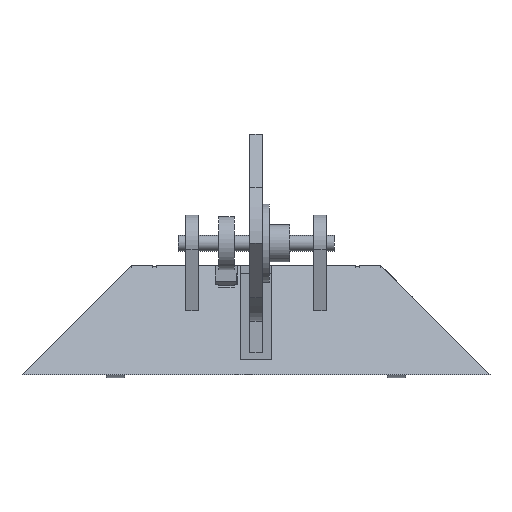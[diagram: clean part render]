
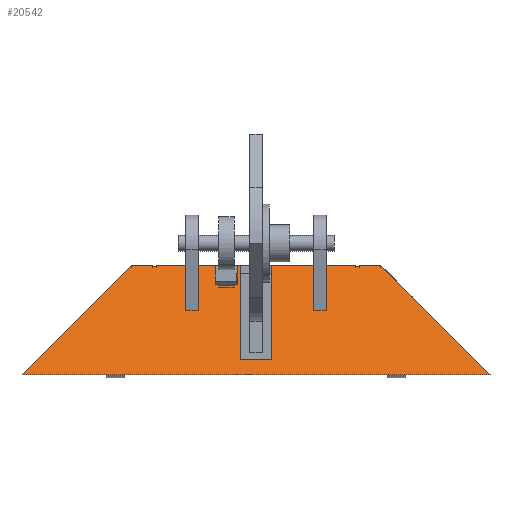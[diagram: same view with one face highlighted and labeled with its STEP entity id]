
A CAD part, front view. The second image highlights one B-rep face of the part: STEP entity #20542.
In plain terms, the highlighted planar face has unit normal (0, -0.707, 0.707).
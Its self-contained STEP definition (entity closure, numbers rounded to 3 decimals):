
#53=ELLIPSE('',#21563,5.402,3.82);
#54=ELLIPSE('',#21564,5.402,3.82);
#1988=FACE_OUTER_BOUND('',#3131,.T.);
#3131=EDGE_LOOP('',(#15501,#15502,#15503,#15504,#15505,#15506,#15507,#15508,
#15509,#15510,#15511,#15512,#15513,#15514,#15515,#15516,#15517,#15518,#15519,
#15520,#15521,#15522,#15523,#15524,#15525,#15526,#15527,#15528));
#4766=LINE('',#31583,#6907);
#4777=LINE('',#31608,#6918);
#4780=LINE('',#31614,#6921);
#4783=LINE('',#31621,#6924);
#4787=LINE('',#31629,#6928);
#4792=LINE('',#31638,#6933);
#4793=LINE('',#31641,#6934);
#4794=LINE('',#31642,#6935);
#4795=LINE('',#31644,#6936);
#4796=LINE('',#31646,#6937);
#4797=LINE('',#31648,#6938);
#4798=LINE('',#31650,#6939);
#4799=LINE('',#31652,#6940);
#4800=LINE('',#31656,#6941);
#4801=LINE('',#31658,#6942);
#4802=LINE('',#31659,#6943);
#4803=LINE('',#31661,#6944);
#4804=LINE('',#31665,#6945);
#4805=LINE('',#31667,#6946);
#4806=LINE('',#31669,#6947);
#4807=LINE('',#31671,#6948);
#4808=LINE('',#31673,#6949);
#4809=LINE('',#31675,#6950);
#4810=LINE('',#31677,#6951);
#4811=LINE('',#31679,#6952);
#4812=LINE('',#31680,#6953);
#6907=VECTOR('',#23682,10.);
#6918=VECTOR('',#23701,10.);
#6921=VECTOR('',#23706,10.);
#6924=VECTOR('',#23711,10.);
#6928=VECTOR('',#23717,10.);
#6933=VECTOR('',#23724,10.);
#6934=VECTOR('',#23727,10.);
#6935=VECTOR('',#23728,10.);
#6936=VECTOR('',#23729,10.);
#6937=VECTOR('',#23730,10.);
#6938=VECTOR('',#23731,10.);
#6939=VECTOR('',#23732,10.);
#6940=VECTOR('',#23733,10.);
#6941=VECTOR('',#23736,10.);
#6942=VECTOR('',#23737,10.);
#6943=VECTOR('',#23738,10.);
#6944=VECTOR('',#23739,10.);
#6945=VECTOR('',#23742,10.);
#6946=VECTOR('',#23743,10.);
#6947=VECTOR('',#23744,10.);
#6948=VECTOR('',#23745,10.);
#6949=VECTOR('',#23746,10.);
#6950=VECTOR('',#23747,10.);
#6951=VECTOR('',#23748,10.);
#6952=VECTOR('',#23749,10.);
#6953=VECTOR('',#23750,10.);
#9019=VERTEX_POINT('',#31581);
#9020=VERTEX_POINT('',#31582);
#9029=VERTEX_POINT('',#31606);
#9030=VERTEX_POINT('',#31607);
#9032=VERTEX_POINT('',#31613);
#9034=VERTEX_POINT('',#31619);
#9035=VERTEX_POINT('',#31620);
#9038=VERTEX_POINT('',#31628);
#9041=VERTEX_POINT('',#31636);
#9042=VERTEX_POINT('',#31640);
#9043=VERTEX_POINT('',#31643);
#9044=VERTEX_POINT('',#31645);
#9045=VERTEX_POINT('',#31647);
#9046=VERTEX_POINT('',#31649);
#9047=VERTEX_POINT('',#31651);
#9048=VERTEX_POINT('',#31653);
#9049=VERTEX_POINT('',#31655);
#9050=VERTEX_POINT('',#31657);
#9051=VERTEX_POINT('',#31660);
#9052=VERTEX_POINT('',#31662);
#9053=VERTEX_POINT('',#31664);
#9054=VERTEX_POINT('',#31666);
#9055=VERTEX_POINT('',#31668);
#9056=VERTEX_POINT('',#31670);
#9057=VERTEX_POINT('',#31672);
#9058=VERTEX_POINT('',#31674);
#9059=VERTEX_POINT('',#31676);
#9060=VERTEX_POINT('',#31678);
#11398=EDGE_CURVE('',#9019,#9020,#4766,.T.);
#11409=EDGE_CURVE('',#9029,#9030,#4777,.T.);
#11412=EDGE_CURVE('',#9032,#9029,#4780,.T.);
#11415=EDGE_CURVE('',#9034,#9035,#4783,.T.);
#11419=EDGE_CURVE('',#9038,#9034,#4787,.T.);
#11424=EDGE_CURVE('',#9035,#9041,#4792,.T.);
#11425=EDGE_CURVE('',#9041,#9042,#4793,.T.);
#11426=EDGE_CURVE('',#9042,#9032,#4794,.T.);
#11427=EDGE_CURVE('',#9030,#9043,#4795,.T.);
#11428=EDGE_CURVE('',#9043,#9044,#4796,.T.);
#11429=EDGE_CURVE('',#9044,#9045,#4797,.T.);
#11430=EDGE_CURVE('',#9045,#9046,#4798,.T.);
#11431=EDGE_CURVE('',#9046,#9047,#4799,.T.);
#11432=EDGE_CURVE('',#9047,#9048,#53,.T.);
#11433=EDGE_CURVE('',#9048,#9049,#4800,.T.);
#11434=EDGE_CURVE('',#9049,#9050,#4801,.T.);
#11435=EDGE_CURVE('',#9050,#9019,#4802,.T.);
#11436=EDGE_CURVE('',#9020,#9051,#4803,.T.);
#11437=EDGE_CURVE('',#9051,#9052,#54,.T.);
#11438=EDGE_CURVE('',#9052,#9053,#4804,.T.);
#11439=EDGE_CURVE('',#9053,#9054,#4805,.T.);
#11440=EDGE_CURVE('',#9054,#9055,#4806,.T.);
#11441=EDGE_CURVE('',#9055,#9056,#4807,.T.);
#11442=EDGE_CURVE('',#9056,#9057,#4808,.T.);
#11443=EDGE_CURVE('',#9057,#9058,#4809,.T.);
#11444=EDGE_CURVE('',#9058,#9059,#4810,.T.);
#11445=EDGE_CURVE('',#9059,#9060,#4811,.T.);
#11446=EDGE_CURVE('',#9060,#9038,#4812,.T.);
#15501=ORIENTED_EDGE('',*,*,#11419,.T.);
#15502=ORIENTED_EDGE('',*,*,#11415,.T.);
#15503=ORIENTED_EDGE('',*,*,#11424,.T.);
#15504=ORIENTED_EDGE('',*,*,#11425,.T.);
#15505=ORIENTED_EDGE('',*,*,#11426,.T.);
#15506=ORIENTED_EDGE('',*,*,#11412,.T.);
#15507=ORIENTED_EDGE('',*,*,#11409,.T.);
#15508=ORIENTED_EDGE('',*,*,#11427,.T.);
#15509=ORIENTED_EDGE('',*,*,#11428,.T.);
#15510=ORIENTED_EDGE('',*,*,#11429,.T.);
#15511=ORIENTED_EDGE('',*,*,#11430,.T.);
#15512=ORIENTED_EDGE('',*,*,#11431,.T.);
#15513=ORIENTED_EDGE('',*,*,#11432,.T.);
#15514=ORIENTED_EDGE('',*,*,#11433,.T.);
#15515=ORIENTED_EDGE('',*,*,#11434,.T.);
#15516=ORIENTED_EDGE('',*,*,#11435,.T.);
#15517=ORIENTED_EDGE('',*,*,#11398,.T.);
#15518=ORIENTED_EDGE('',*,*,#11436,.T.);
#15519=ORIENTED_EDGE('',*,*,#11437,.T.);
#15520=ORIENTED_EDGE('',*,*,#11438,.T.);
#15521=ORIENTED_EDGE('',*,*,#11439,.T.);
#15522=ORIENTED_EDGE('',*,*,#11440,.T.);
#15523=ORIENTED_EDGE('',*,*,#11441,.T.);
#15524=ORIENTED_EDGE('',*,*,#11442,.T.);
#15525=ORIENTED_EDGE('',*,*,#11443,.T.);
#15526=ORIENTED_EDGE('',*,*,#11444,.T.);
#15527=ORIENTED_EDGE('',*,*,#11445,.T.);
#15528=ORIENTED_EDGE('',*,*,#11446,.T.);
#19742=PLANE('',#21562);
#20542=ADVANCED_FACE('',(#1988),#19742,.T.);
#21562=AXIS2_PLACEMENT_3D('',#31639,#23725,#23726);
#21563=AXIS2_PLACEMENT_3D('',#31654,#23734,#23735);
#21564=AXIS2_PLACEMENT_3D('',#31663,#23740,#23741);
#23682=DIRECTION('',(-0.577,0.577,0.577));
#23701=DIRECTION('',(0.,0.707,0.707));
#23706=DIRECTION('',(-1.,0.,0.));
#23711=DIRECTION('',(-1.,0.,0.));
#23717=DIRECTION('',(0.,-0.707,-0.707));
#23724=DIRECTION('',(0.,-0.707,-0.707));
#23725=DIRECTION('center_axis',(0.,-0.707,0.707));
#23726=DIRECTION('ref_axis',(0.,-0.707,-0.707));
#23727=DIRECTION('',(-1.,0.,0.));
#23728=DIRECTION('',(0.,0.707,0.707));
#23729=DIRECTION('',(-1.,0.,0.));
#23730=DIRECTION('',(0.,-0.707,-0.707));
#23731=DIRECTION('',(-1.,0.,0.));
#23732=DIRECTION('',(0.,0.707,0.707));
#23733=DIRECTION('',(-1.,0.,0.));
#23734=DIRECTION('center_axis',(0.,0.707,-0.707));
#23735=DIRECTION('ref_axis',(0.,-0.707,-0.707));
#23736=DIRECTION('',(-1.,0.,0.));
#23737=DIRECTION('',(-0.577,-0.577,-0.577));
#23738=DIRECTION('',(1.,0.,0.));
#23739=DIRECTION('',(-1.,0.,0.));
#23740=DIRECTION('center_axis',(0.,0.707,-0.707));
#23741=DIRECTION('ref_axis',(0.,-0.707,-0.707));
#23742=DIRECTION('',(-1.,0.,0.));
#23743=DIRECTION('',(0.,-0.707,-0.707));
#23744=DIRECTION('',(-1.,0.,0.));
#23745=DIRECTION('',(0.,0.707,0.707));
#23746=DIRECTION('',(-1.,0.,0.));
#23747=DIRECTION('',(0.,-0.707,-0.707));
#23748=DIRECTION('',(-1.,0.,0.));
#23749=DIRECTION('',(0.,0.707,0.707));
#23750=DIRECTION('',(-1.,0.,0.));
#31581=CARTESIAN_POINT('',(150.,-150.,0.));
#31582=CARTESIAN_POINT('',(80.,-80.,70.));
#31583=CARTESIAN_POINT('',(53.333,-53.333,96.667));
#31606=CARTESIAN_POINT('',(-26.,-92.,58.));
#31607=CARTESIAN_POINT('',(-26.,-80.,70.));
#31608=CARTESIAN_POINT('',(-26.,-83.25,66.75));
#31613=CARTESIAN_POINT('',(-24.,-92.,58.));
#31614=CARTESIAN_POINT('',(-9.5,-92.,58.));
#31619=CARTESIAN_POINT('',(-12.,-92.,58.));
#31620=CARTESIAN_POINT('',(-14.,-92.,58.));
#31621=CARTESIAN_POINT('',(-9.5,-92.,58.));
#31628=CARTESIAN_POINT('',(-12.,-80.,70.));
#31629=CARTESIAN_POINT('',(-12.,-80.,70.));
#31636=CARTESIAN_POINT('',(-14.,-93.,57.));
#31638=CARTESIAN_POINT('',(-14.,-80.,70.));
#31639=CARTESIAN_POINT('Origin',(0.,-80.,70.));
#31640=CARTESIAN_POINT('',(-24.,-93.,57.));
#31641=CARTESIAN_POINT('',(-7.,-93.,57.));
#31642=CARTESIAN_POINT('',(-24.,-83.25,66.75));
#31643=CARTESIAN_POINT('',(-37.,-80.,70.));
#31644=CARTESIAN_POINT('',(-40.,-80.,70.));
#31645=CARTESIAN_POINT('',(-37.,-109.,41.));
#31646=CARTESIAN_POINT('',(-37.,-80.225,69.775));
#31647=CARTESIAN_POINT('',(-45.,-109.,41.));
#31648=CARTESIAN_POINT('',(-25.,-109.,41.));
#31649=CARTESIAN_POINT('',(-45.,-80.,70.));
#31650=CARTESIAN_POINT('',(-45.,-80.225,69.775));
#31651=CARTESIAN_POINT('',(-63.47,-80.,70.));
#31652=CARTESIAN_POINT('',(-40.,-80.,70.));
#31653=CARTESIAN_POINT('',(-66.53,-80.,70.));
#31654=CARTESIAN_POINT('Origin',(-65.,-76.5,73.5));
#31655=CARTESIAN_POINT('',(-80.,-80.,70.));
#31656=CARTESIAN_POINT('',(-40.,-80.,70.));
#31657=CARTESIAN_POINT('',(-150.,-150.,0.));
#31658=CARTESIAN_POINT('',(-76.667,-76.667,73.333));
#31659=CARTESIAN_POINT('',(-150.,-150.,0.));
#31660=CARTESIAN_POINT('',(66.53,-80.,70.));
#31661=CARTESIAN_POINT('',(-40.,-80.,70.));
#31662=CARTESIAN_POINT('',(63.47,-80.,70.));
#31663=CARTESIAN_POINT('Origin',(65.,-76.5,73.5));
#31664=CARTESIAN_POINT('',(45.,-80.,70.));
#31665=CARTESIAN_POINT('',(-40.,-80.,70.));
#31666=CARTESIAN_POINT('',(45.,-109.,41.));
#31667=CARTESIAN_POINT('',(45.,-80.225,69.775));
#31668=CARTESIAN_POINT('',(37.,-109.,41.));
#31669=CARTESIAN_POINT('',(-25.,-109.,41.));
#31670=CARTESIAN_POINT('',(37.,-80.,70.));
#31671=CARTESIAN_POINT('',(37.,-80.225,69.775));
#31672=CARTESIAN_POINT('',(10.,-80.,70.));
#31673=CARTESIAN_POINT('',(-40.,-80.,70.));
#31674=CARTESIAN_POINT('',(10.,-140.,10.));
#31675=CARTESIAN_POINT('',(10.,-66.25,83.75));
#31676=CARTESIAN_POINT('',(-10.,-140.,10.));
#31677=CARTESIAN_POINT('',(0.,-140.,10.));
#31678=CARTESIAN_POINT('',(-10.,-80.,70.));
#31679=CARTESIAN_POINT('',(-10.,-97.5,52.5));
#31680=CARTESIAN_POINT('',(-40.,-80.,70.));
